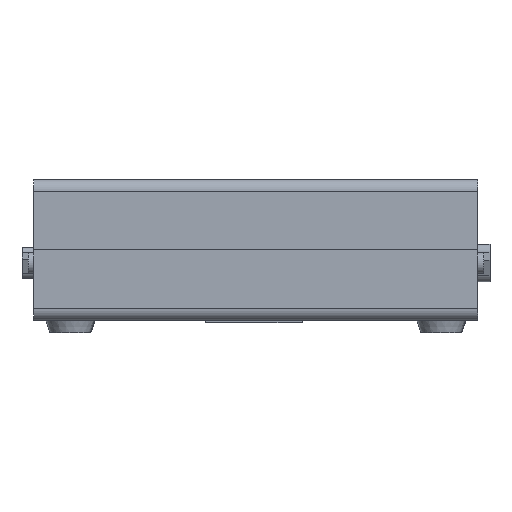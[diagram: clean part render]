
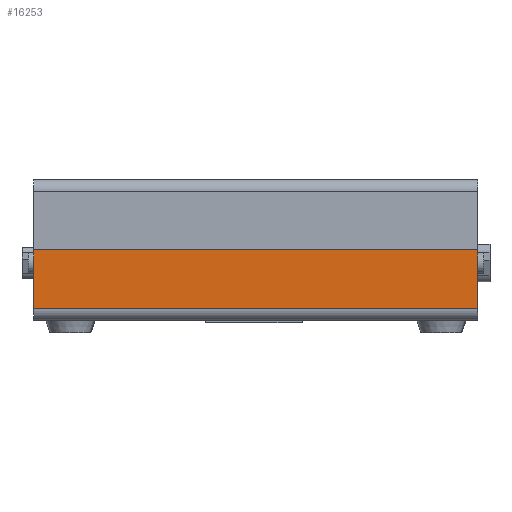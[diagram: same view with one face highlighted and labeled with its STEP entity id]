
A CAD part, left-side view. The second image highlights one B-rep face of the part: STEP entity #16253.
In plain terms, the highlighted planar face has unit normal (-1, 0, 0).
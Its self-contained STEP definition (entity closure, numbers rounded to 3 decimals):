
#4663 = ORIENTED_EDGE ( 'NONE', *, *, #37536, .T. ) ;
#6091 = CARTESIAN_POINT ( 'NONE',  ( 0., 0., 17.5 ) ) ;
#8305 = VECTOR ( 'NONE', #84991, 1000. ) ;
#11986 = VERTEX_POINT ( 'NONE', #94768 ) ;
#16253 = ADVANCED_FACE ( 'NONE', ( #78689 ), #20442, .F. ) ;
#20442 = PLANE ( 'NONE',  #38466 ) ;
#22863 = LINE ( 'NONE', #62380, #110078 ) ;
#23832 = VERTEX_POINT ( 'NONE', #45787 ) ;
#27138 = DIRECTION ( 'NONE',  ( 0., -1., 0. ) ) ;
#32057 = VECTOR ( 'NONE', #27138, 1000. ) ;
#37536 = EDGE_CURVE ( 'NONE', #120612, #11986, #72362, .T. ) ;
#38466 = AXIS2_PLACEMENT_3D ( 'NONE', #68996, #118238, #116960 ) ;
#45787 = CARTESIAN_POINT ( 'NONE',  ( 0., 0., 17.5 ) ) ;
#48822 = ORIENTED_EDGE ( 'NONE', *, *, #122725, .T. ) ;
#50999 = ORIENTED_EDGE ( 'NONE', *, *, #124479, .F. ) ;
#58329 = VECTOR ( 'NONE', #120314, 1000. ) ;
#62380 = CARTESIAN_POINT ( 'NONE',  ( 0., 110., 17.5 ) ) ;
#67447 = EDGE_CURVE ( 'NONE', #23832, #11986, #106328, .T. ) ;
#68093 = ORIENTED_EDGE ( 'NONE', *, *, #67447, .F. ) ;
#68996 = CARTESIAN_POINT ( 'NONE',  ( 0., 0., 17.5 ) ) ;
#72362 = LINE ( 'NONE', #120944, #58329 ) ;
#75918 = EDGE_LOOP ( 'NONE', ( #48822, #4663, #68093, #50999 ) ) ;
#77559 = CARTESIAN_POINT ( 'NONE',  ( 0., 0., 17.5 ) ) ;
#78192 = LINE ( 'NONE', #77559, #32057 ) ;
#78689 = FACE_OUTER_BOUND ( 'NONE', #75918, .T. ) ;
#84991 = DIRECTION ( 'NONE',  ( 0., 0., -1. ) ) ;
#94768 = CARTESIAN_POINT ( 'NONE',  ( 0., 0., 3. ) ) ;
#101868 = DIRECTION ( 'NONE',  ( 0., 0., -1. ) ) ;
#106328 = LINE ( 'NONE', #6091, #8305 ) ;
#110078 = VECTOR ( 'NONE', #101868, 1000. ) ;
#112757 = CARTESIAN_POINT ( 'NONE',  ( 0., 110., 3. ) ) ;
#116960 = DIRECTION ( 'NONE',  ( 0., 1., 0. ) ) ;
#118238 = DIRECTION ( 'NONE',  ( 1., 0., 0. ) ) ;
#120314 = DIRECTION ( 'NONE',  ( 0., -1., 0. ) ) ;
#120612 = VERTEX_POINT ( 'NONE', #112757 ) ;
#120944 = CARTESIAN_POINT ( 'NONE',  ( 0., 0., 3. ) ) ;
#121481 = VERTEX_POINT ( 'NONE', #124720 ) ;
#122725 = EDGE_CURVE ( 'NONE', #121481, #120612, #22863, .T. ) ;
#124479 = EDGE_CURVE ( 'NONE', #121481, #23832, #78192, .T. ) ;
#124720 = CARTESIAN_POINT ( 'NONE',  ( 0., 110., 17.5 ) ) ;
